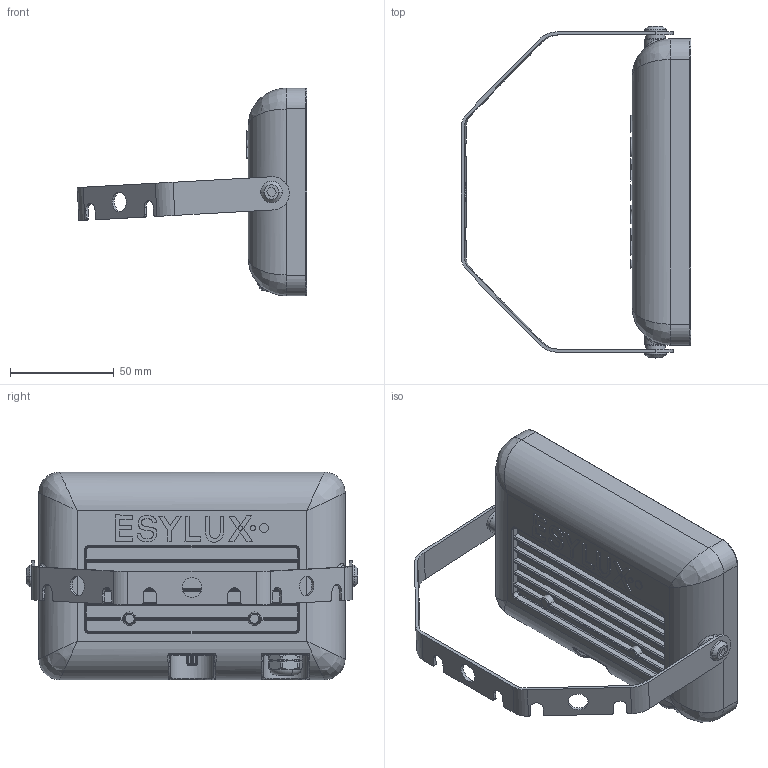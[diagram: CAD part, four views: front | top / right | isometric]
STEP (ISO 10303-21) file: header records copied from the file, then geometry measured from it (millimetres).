
FILE_DESCRIPTION((''),'2;1');
FILE_NAME('');
FILE_SCHEMA(('CONFIG_CONTROL_DESIGN'));
Length unit declared in the file: millimetre
Products named in the file (1): EL10810916
Bounding box: 110.63 x 159.95 x 100 mm (x, y, z)
Volume: 53290.2 mm3; surface area: 129441.2 mm2
Topology: 57 solids, 57 shells, 860 faces, 2023 edges, 1289 vertices
Faces by surface type: plane 512, cylinder 183, bspline 92, torus 35, cone 28, extrusion 6, sphere 4
Entity records: 32371 total; most frequent: CARTESIAN_POINT 14680, ORIENTED_EDGE 4018, DIRECTION 2727, EDGE_CURVE 2009, VERTEX_POINT 1281, VECTOR 1272, LINE 1266, AXIS2_PLACEMENT_3D 931
